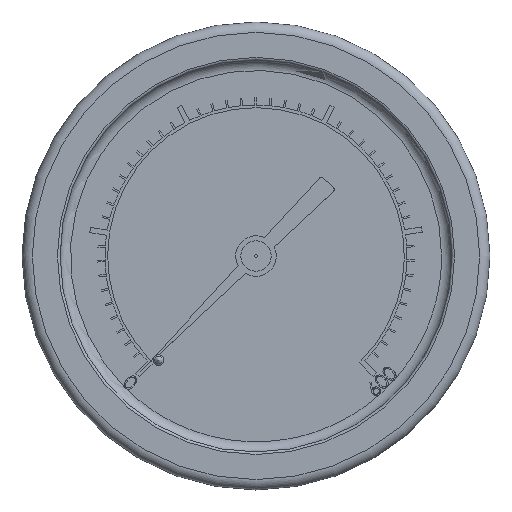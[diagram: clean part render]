
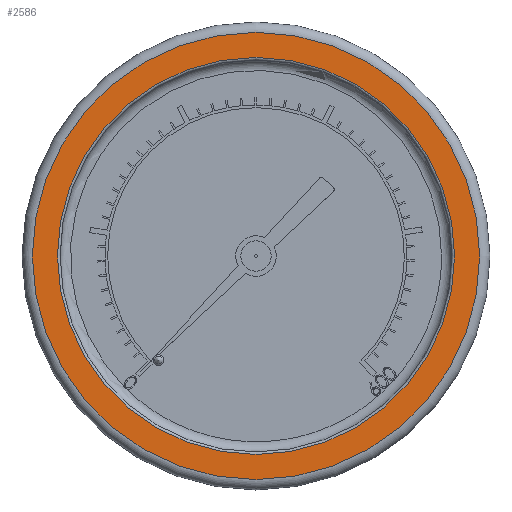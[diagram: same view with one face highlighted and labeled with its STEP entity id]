
A CAD part, top view. The second image highlights one B-rep face of the part: STEP entity #2586.
In plain terms, the highlighted planar face has unit normal (0, 0, 1).
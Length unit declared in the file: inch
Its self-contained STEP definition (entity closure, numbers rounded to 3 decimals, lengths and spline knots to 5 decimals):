
#1840 = CIRCLE ( 'NONE', #11688, 1.2965 ) ;
#1997 = CARTESIAN_POINT ( 'NONE',  ( 1.151, 0., 0. ) ) ;
#2353 = VERTEX_POINT ( 'NONE', #6393 ) ;
#2586 = ADVANCED_FACE ( 'NONE', ( #12487, #3227 ), #9828, .T. ) ;
#3227 = FACE_OUTER_BOUND ( 'NONE', #17122, .T. ) ;
#3401 = DIRECTION ( 'NONE',  ( 0., 0., 1. ) ) ;
#3445 = ORIENTED_EDGE ( 'NONE', *, *, #15992, .T. ) ;
#3838 = CIRCLE ( 'NONE', #6334, 1.151 ) ;
#4827 = DIRECTION ( 'NONE',  ( 0., 0., -1. ) ) ;
#4988 = VERTEX_POINT ( 'NONE', #1997 ) ;
#6334 = AXIS2_PLACEMENT_3D ( 'NONE', #9054, #4827, #14189 ) ;
#6393 = CARTESIAN_POINT ( 'NONE',  ( 1.2965, 0., 0. ) ) ;
#7425 = AXIS2_PLACEMENT_3D ( 'NONE', #13908, #3401, #16914 ) ;
#7831 = DIRECTION ( 'NONE',  ( 0., 0., 1. ) ) ;
#8003 = ORIENTED_EDGE ( 'NONE', *, *, #17236, .T. ) ;
#9054 = CARTESIAN_POINT ( 'NONE',  ( 0., 0., 0. ) ) ;
#9604 = EDGE_LOOP ( 'NONE', ( #3445 ) ) ;
#9828 = PLANE ( 'NONE',  #7425 ) ;
#11688 = AXIS2_PLACEMENT_3D ( 'NONE', #12879, #7831, #14203 ) ;
#12487 = FACE_BOUND ( 'NONE', #9604, .T. ) ;
#12879 = CARTESIAN_POINT ( 'NONE',  ( 0., 0., 0. ) ) ;
#13908 = CARTESIAN_POINT ( 'NONE',  ( 0., 0., 0. ) ) ;
#14189 = DIRECTION ( 'NONE',  ( 1., 0., 0. ) ) ;
#14203 = DIRECTION ( 'NONE',  ( 1., 0., 0. ) ) ;
#15992 = EDGE_CURVE ( 'NONE', #4988, #4988, #3838, .T. ) ;
#16914 = DIRECTION ( 'NONE',  ( 1., 0., 0. ) ) ;
#17122 = EDGE_LOOP ( 'NONE', ( #8003 ) ) ;
#17236 = EDGE_CURVE ( 'NONE', #2353, #2353, #1840, .T. ) ;
